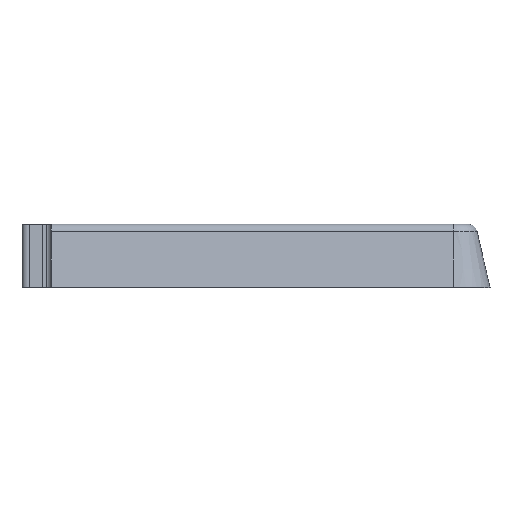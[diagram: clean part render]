
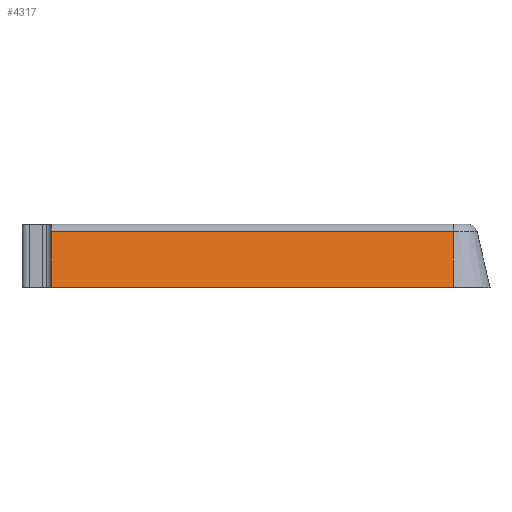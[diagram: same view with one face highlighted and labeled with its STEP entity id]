
A CAD part, top view. The second image highlights one B-rep face of the part: STEP entity #4317.
In plain terms, the highlighted planar face has unit normal (0, 0.225, 0.974).
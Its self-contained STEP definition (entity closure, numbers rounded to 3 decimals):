
#464 = VERTEX_POINT ( 'NONE', #3130 ) ;
#760 = DIRECTION ( 'NONE',  ( 0., -0.974, 0.225 ) ) ;
#1572 = CARTESIAN_POINT ( 'NONE',  ( 0., 22.899, 59.716 ) ) ;
#1781 = LINE ( 'NONE', #1572, #14840 ) ;
#2096 = EDGE_CURVE ( 'NONE', #464, #17288, #7230, .T. ) ;
#2302 = LINE ( 'NONE', #3752, #20366 ) ;
#2544 = CARTESIAN_POINT ( 'NONE',  ( 75., 26., 59. ) ) ;
#2553 = DIRECTION ( 'NONE',  ( 0., 0.225, 0.974 ) ) ;
#2580 = VERTEX_POINT ( 'NONE', #18316 ) ;
#3130 = CARTESIAN_POINT ( 'NONE',  ( -90., 0., 65. ) ) ;
#3731 = EDGE_CURVE ( 'NONE', #2580, #17288, #7416, .T. ) ;
#3752 = CARTESIAN_POINT ( 'NONE',  ( -90., 26., 59. ) ) ;
#4317 = ADVANCED_FACE ( 'NONE', ( #10976 ), #19568, .T. ) ;
#6514 = ORIENTED_EDGE ( 'NONE', *, *, #3731, .F. ) ;
#7230 = LINE ( 'NONE', #19142, #9601 ) ;
#7416 = LINE ( 'NONE', #2544, #20449 ) ;
#7972 = DIRECTION ( 'NONE',  ( -1., 0., 0. ) ) ;
#8541 = VERTEX_POINT ( 'NONE', #9967 ) ;
#9484 = ORIENTED_EDGE ( 'NONE', *, *, #16409, .T. ) ;
#9601 = VECTOR ( 'NONE', #14470, 1000. ) ;
#9967 = CARTESIAN_POINT ( 'NONE',  ( -90., 22.899, 59.716 ) ) ;
#10976 = FACE_OUTER_BOUND ( 'NONE', #15483, .T. ) ;
#11143 = EDGE_CURVE ( 'NONE', #464, #8541, #2302, .T. ) ;
#12422 = DIRECTION ( 'NONE',  ( 0., 0.974, -0.225 ) ) ;
#12860 = ORIENTED_EDGE ( 'NONE', *, *, #2096, .T. ) ;
#14470 = DIRECTION ( 'NONE',  ( 1., 0., 0. ) ) ;
#14635 = AXIS2_PLACEMENT_3D ( 'NONE', #16450, #2553, #7972 ) ;
#14840 = VECTOR ( 'NONE', #15035, 1000. ) ;
#15035 = DIRECTION ( 'NONE',  ( -1., 0., 0. ) ) ;
#15483 = EDGE_LOOP ( 'NONE', ( #6514, #9484, #18602, #12860 ) ) ;
#16409 = EDGE_CURVE ( 'NONE', #2580, #8541, #1781, .T. ) ;
#16450 = CARTESIAN_POINT ( 'NONE',  ( 0., 26., 59. ) ) ;
#17071 = CARTESIAN_POINT ( 'NONE',  ( 75., 0., 65. ) ) ;
#17288 = VERTEX_POINT ( 'NONE', #17071 ) ;
#18316 = CARTESIAN_POINT ( 'NONE',  ( 75., 22.899, 59.716 ) ) ;
#18602 = ORIENTED_EDGE ( 'NONE', *, *, #11143, .F. ) ;
#19142 = CARTESIAN_POINT ( 'NONE',  ( 0., 0., 65. ) ) ;
#19568 = PLANE ( 'NONE',  #14635 ) ;
#20366 = VECTOR ( 'NONE', #12422, 1000. ) ;
#20449 = VECTOR ( 'NONE', #760, 1000. ) ;
